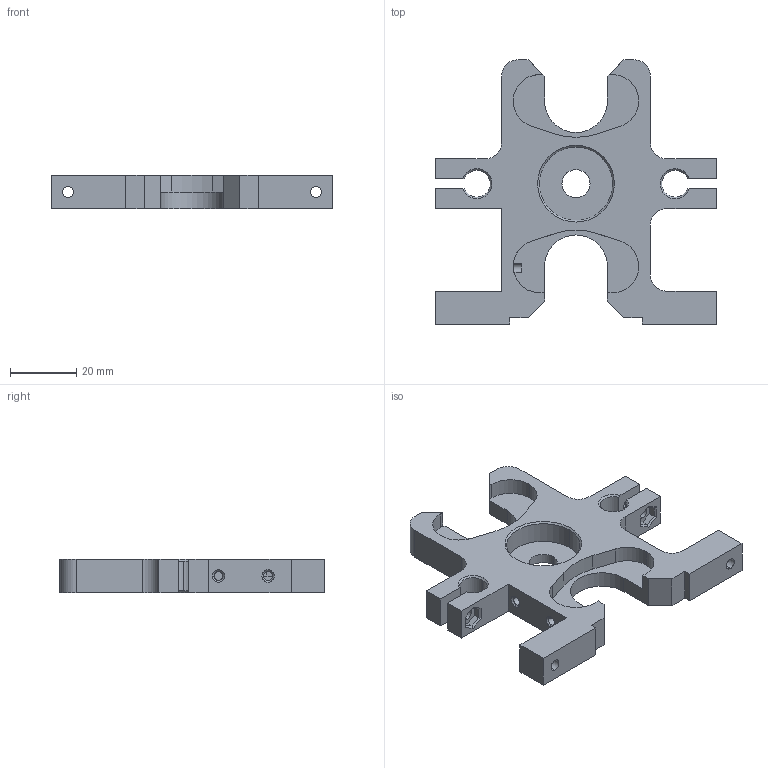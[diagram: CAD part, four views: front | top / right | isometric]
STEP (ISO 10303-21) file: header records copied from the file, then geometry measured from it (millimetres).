
FILE_DESCRIPTION (( 'STEP AP203' ), '1' );
FILE_NAME ('Main part n°2.STEP', '2021-07-20T20:52:55', ( '' ), ( '' ), 'SwSTEP 2.0', 'SolidWorks 2015', '' );
FILE_SCHEMA (( 'CONFIG_CONTROL_DESIGN' ));
Length unit declared in the file: millimetre
Products named in the file (1): Main part nｰ2
Bounding box: 85 x 80 x 10 mm (x, y, z)
Volume: 28314.3 mm3; surface area: 13721.6 mm2
Topology: 1 solids, 1 shells, 140 faces, 376 edges, 245 vertices
Faces by surface type: plane 81, cylinder 47, cone 12
Entity records: 4513 total; most frequent: CARTESIAN_POINT 809, DIRECTION 760, ORIENTED_EDGE 752, EDGE_CURVE 376, LINE 256, VECTOR 256, AXIS2_PLACEMENT_3D 252, VERTEX_POINT 245
